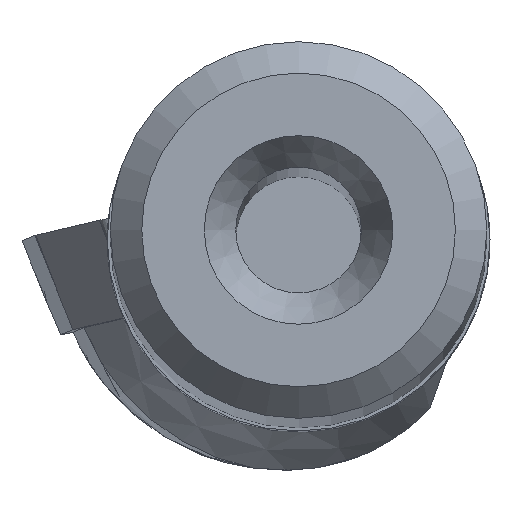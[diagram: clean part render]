
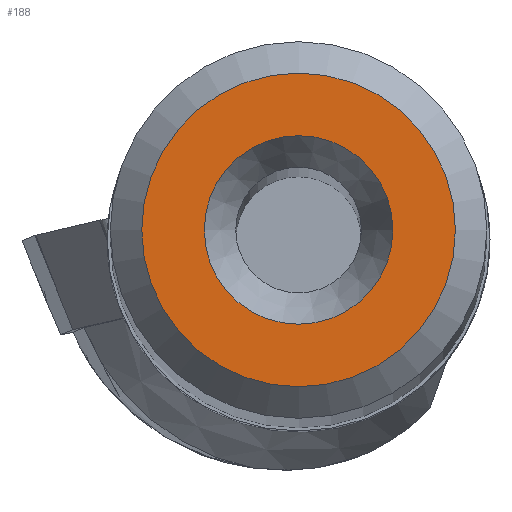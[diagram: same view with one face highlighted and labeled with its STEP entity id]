
A CAD part, top view. The second image highlights one B-rep face of the part: STEP entity #188.
In plain terms, the highlighted planar face has unit normal (0, 0, 1).
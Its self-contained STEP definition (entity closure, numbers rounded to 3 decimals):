
#188=ADVANCED_FACE('',(#242,#243),#215,.T.);
#215=PLANE('',#942);
#242=FACE_BOUND('',#290,.T.);
#243=FACE_BOUND('',#291,.T.);
#290=EDGE_LOOP('',(#477));
#291=EDGE_LOOP('',(#478));
#327=CIRCLE('',#940,2.495);
#328=CIRCLE('',#941,1.5);
#477=ORIENTED_EDGE('',*,*,#687,.T.);
#478=ORIENTED_EDGE('',*,*,#688,.T.);
#594=VERTEX_POINT('',#1522);
#595=VERTEX_POINT('',#1524);
#687=EDGE_CURVE('',#594,#594,#327,.T.);
#688=EDGE_CURVE('',#595,#595,#328,.T.);
#940=AXIS2_PLACEMENT_3D('',#1521,#1140,#1141);
#941=AXIS2_PLACEMENT_3D('',#1523,#1142,#1143);
#942=AXIS2_PLACEMENT_3D('',#1525,#1144,#1145);
#1140=DIRECTION('',(0.,0.,1.));
#1141=DIRECTION('',(1.,0.,0.));
#1142=DIRECTION('',(0.,0.,-1.));
#1143=DIRECTION('',(-1.,0.,0.));
#1144=DIRECTION('',(0.,0.,1.));
#1145=DIRECTION('',(1.,0.,0.));
#1521=CARTESIAN_POINT('',(0.,0.,0.));
#1522=CARTESIAN_POINT('',(2.495,0.,0.));
#1523=CARTESIAN_POINT('',(0.,0.,0.));
#1524=CARTESIAN_POINT('',(-1.5,0.,0.));
#1525=CARTESIAN_POINT('',(0.,0.,0.));
